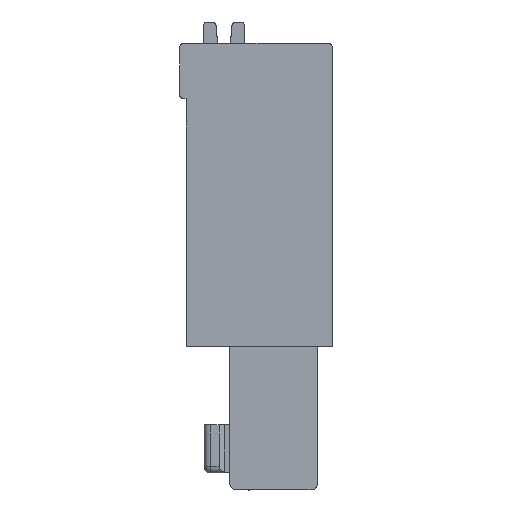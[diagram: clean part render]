
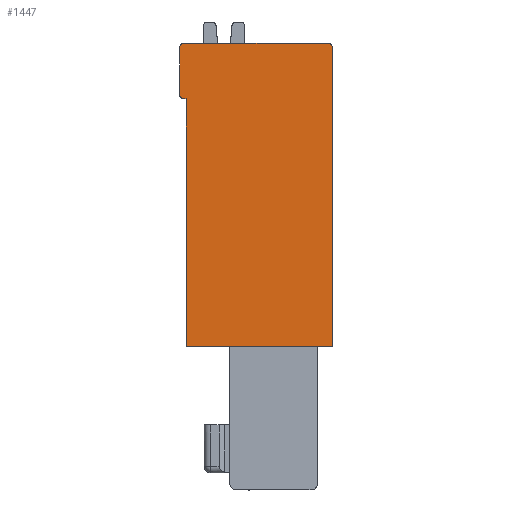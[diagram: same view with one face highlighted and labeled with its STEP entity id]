
A CAD part, left-side view. The second image highlights one B-rep face of the part: STEP entity #1447.
In plain terms, the highlighted planar face has unit normal (-1, 0, 0).
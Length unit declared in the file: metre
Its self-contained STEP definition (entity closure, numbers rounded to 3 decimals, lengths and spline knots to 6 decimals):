
#1447=ADVANCED_FACE('',(#3066),#3067,.F.);
#3066=FACE_OUTER_BOUND('',#4813,.T.);
#3067=PLANE('',#4814);
#4813=EDGE_LOOP('',(#9064,#9065,#9066,#9067,#9068,#9069,#9070,#9071,#9072));
#4814=AXIS2_PLACEMENT_3D('',#9073,#9074,#9075);
#9064=ORIENTED_EDGE('',*,*,#11223,.F.);
#9065=ORIENTED_EDGE('',*,*,#11018,.F.);
#9066=ORIENTED_EDGE('',*,*,#11831,.F.);
#9067=ORIENTED_EDGE('',*,*,#11111,.F.);
#9068=ORIENTED_EDGE('',*,*,#11832,.F.);
#9069=ORIENTED_EDGE('',*,*,#10380,.F.);
#9070=ORIENTED_EDGE('',*,*,#11381,.F.);
#9071=ORIENTED_EDGE('',*,*,#11833,.F.);
#9072=ORIENTED_EDGE('',*,*,#10614,.F.);
#9073=CARTESIAN_POINT('',(0.,-0.0001,-0.000201));
#9074=DIRECTION('',(1.0,0.,0.));
#9075=DIRECTION('',(0.,0.,1.0));
#10380=EDGE_CURVE('',#12490,#12485,#12492,.T.);
#10614=EDGE_CURVE('',#12891,#12893,#12894,.T.);
#11018=EDGE_CURVE('',#13541,#13536,#13543,.T.);
#11111=EDGE_CURVE('',#13678,#13673,#13680,.T.);
#11223=EDGE_CURVE('',#13536,#12891,#13847,.T.);
#11381=EDGE_CURVE('',#14064,#12490,#14066,.T.);
#11831=EDGE_CURVE('',#13673,#13541,#14620,.T.);
#11832=EDGE_CURVE('',#12485,#13678,#14621,.T.);
#11833=EDGE_CURVE('',#12893,#14064,#14622,.T.);
#12485=VERTEX_POINT('',#15566);
#12490=VERTEX_POINT('',#15573);
#12492=LINE('',#15576,#15577);
#12891=VERTEX_POINT('',#16194);
#12893=VERTEX_POINT('',#16197);
#12894=LINE('',#16198,#16199);
#13536=VERTEX_POINT('',#17207);
#13541=VERTEX_POINT('',#17214);
#13543=LINE('',#17217,#17218);
#13673=VERTEX_POINT('',#17439);
#13678=VERTEX_POINT('',#17446);
#13680=LINE('',#17449,#17450);
#13847=CIRCLE('',#17709,0.0002);
#14064=VERTEX_POINT('',#18075);
#14066=LINE('',#18078,#18079);
#14620=CIRCLE('',#19028,0.0002);
#14621=CIRCLE('',#19029,0.0002);
#14622=LINE('',#19030,#19031);
#15566=CARTESIAN_POINT('',(0.,0.00675,-0.002599));
#15573=CARTESIAN_POINT('',(0.,0.00665,-0.002599));
#15576=CARTESIAN_POINT('',(0.,0.00675,-0.002599));
#15577=VECTOR('',#19556,1.0);
#16194=CARTESIAN_POINT('',(0.,-0.0002,-0.0002));
#16197=CARTESIAN_POINT('',(0.,-0.0002,-0.0142));
#16198=CARTESIAN_POINT('',(0.,-0.0002,-0.0142));
#16199=VECTOR('',#19797,1.0);
#17207=CARTESIAN_POINT('',(0.0,0.,0.0));
#17214=CARTESIAN_POINT('',(0.,0.00675,0.));
#17217=CARTESIAN_POINT('',(0.0,-0.0001,0.0));
#17218=VECTOR('',#20215,1.0);
#17439=CARTESIAN_POINT('',(0.,0.00695,-0.0002));
#17446=CARTESIAN_POINT('',(0.,0.00695,-0.002399));
#17449=CARTESIAN_POINT('',(0.,0.00695,-0.0002));
#17450=VECTOR('',#20309,1.0);
#17709=AXIS2_PLACEMENT_3D('',#20410,#20411,#20412);
#18075=CARTESIAN_POINT('',(0.,0.00665,-0.0142));
#18078=CARTESIAN_POINT('',(0.,0.00665,-0.0026));
#18079=VECTOR('',#20581,1.0);
#19028=AXIS2_PLACEMENT_3D('',#20936,#20937,#20938);
#19029=AXIS2_PLACEMENT_3D('',#20939,#20940,#20941);
#19030=CARTESIAN_POINT('',(0.,0.000425,-0.0142));
#19031=VECTOR('',#20942,1.0);
#19556=DIRECTION('',(0.,1.0,0.));
#19797=DIRECTION('',(0.,0.,-1.0));
#20215=DIRECTION('',(0.,-1.0,0.));
#20309=DIRECTION('',(0.,0.,1.0));
#20410=CARTESIAN_POINT('',(0.,0.,-0.0002));
#20411=DIRECTION('',(1.0,0.,0.));
#20412=DIRECTION('',(0.,0.707,-0.707));
#20581=DIRECTION('',(0.,0.,1.0));
#20936=CARTESIAN_POINT('',(0.,0.00675,-0.0002));
#20937=DIRECTION('',(1.0,0.,0.));
#20938=DIRECTION('',(0.,-0.707,-0.707));
#20939=CARTESIAN_POINT('',(0.,0.00675,-0.002399));
#20940=DIRECTION('',(1.0,0.,0.));
#20941=DIRECTION('',(0.,-0.707,0.707));
#20942=DIRECTION('',(0.,1.0,0.));
